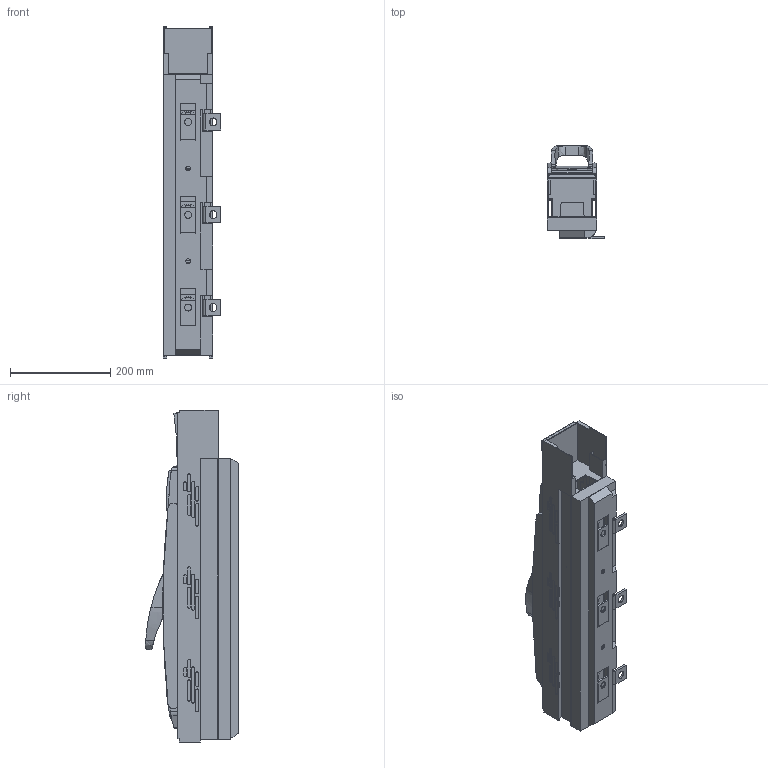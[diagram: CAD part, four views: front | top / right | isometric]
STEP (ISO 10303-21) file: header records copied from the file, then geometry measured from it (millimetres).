
FILE_DESCRIPTION(/* description */ (''),/* implementation_level */ '2;1');
FILE_NAME(/* name */ '1.stp',/* time_stamp */ '2016-06-23T10:41:45+08:00',/* author */ (''),/* organization */ (''),/* preprocessor_version */ 'ST-DEVELOPER v16',/* originating_system */ 'SIEMENS PLM Software NX 10.0',/* authorisation */ '');
FILE_SCHEMA (('AUTOMOTIVE_DESIGN { 1 0 10303 214 3 1 1 1 }'));
Length unit declared in the file: millimetre
Products named in the file (1): 1
Bounding box: 114.5 x 185.89 x 662 mm (x, y, z)
Volume: 1593826.3 mm3; surface area: 873167.3 mm2
Topology: 7 solids, 7 shells, 1124 faces, 3151 edges, 2092 vertices
Faces by surface type: plane 755, cylinder 260, extrusion 100, bspline 9
Full cylindrical faces by diameter (mm): 9.4 x2, 14 x3, 40 x3, 44 x3
Entity records: 39347 total; most frequent: CARTESIAN_POINT 9386, ORIENTED_EDGE 6276, DIRECTION 5452, EDGE_CURVE 3138, VECTOR 2436, LINE 2336, VERTEX_POINT 2090, AXIS2_PLACEMENT_3D 1508
